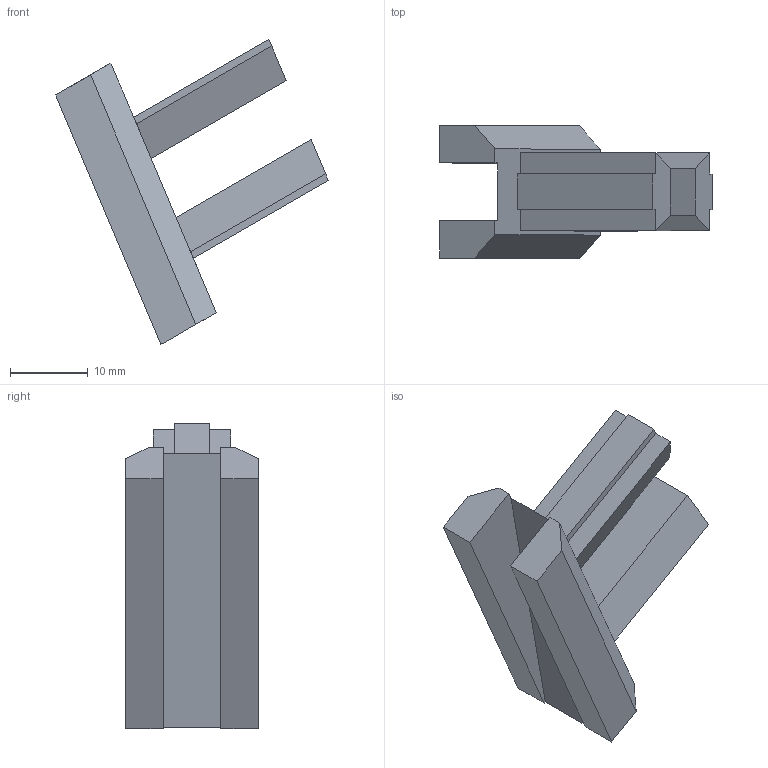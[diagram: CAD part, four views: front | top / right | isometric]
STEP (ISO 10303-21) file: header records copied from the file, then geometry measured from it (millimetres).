
FILE_DESCRIPTION(/* description */ ('STEP AP242','CAx-IF Rec.Pracs.---Representation and Presentation of Product Manufacturing Information (PMI)---4.0---2014-10-13','CAx-IF Rec.Pracs.---3D Tessellated Geometry---0.4---2014-09-14','2;1'),/* implementation_level */ '2;1');
FILE_NAME(/* name */ '6754a4e3e893b201dcda88a6',/* time_stamp */ '2024-12-07T19:41:24Z',/* author */ (''),/* organization */ (''),/* preprocessor_version */ 'ST-DEVELOPER v20',/* originating_system */ 'ONSHAPE BY PTC INC, 1.190',/* authorisation */ ' ');
FILE_SCHEMA (('AP242_MANAGED_MODEL_BASED_3D_ENGINEERING_MIM_LF { 1 0 10303 442 1 1 4 }'));
Length unit declared in the file: metre
Products named in the file (1): Sigma Attachment
Bounding box: 34.97 x 17 x 39.12 mm (x, y, z)
Volume: 5074.2 mm3; surface area: 3242.8 mm2
Topology: 1 solids, 1 shells, 31 faces, 81 edges, 54 vertices
Faces by surface type: plane 31
Entity records: 957 total; most frequent: CARTESIAN_POINT 167, ORIENTED_EDGE 162, DIRECTION 145, EDGE_CURVE 81, LINE 81, VECTOR 81, VERTEX_POINT 54, EDGE_LOOP 33
